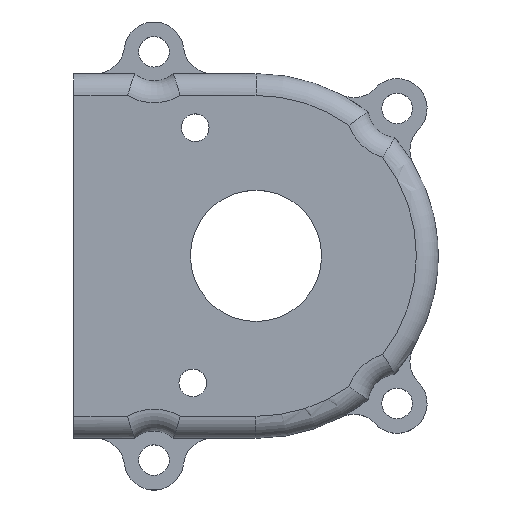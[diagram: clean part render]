
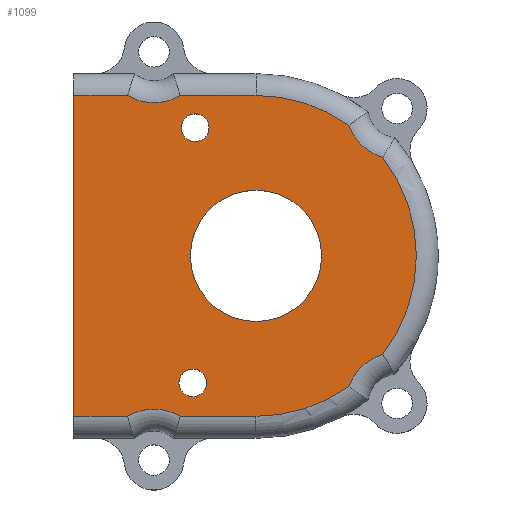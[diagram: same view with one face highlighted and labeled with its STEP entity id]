
A CAD part, top view. The second image highlights one B-rep face of the part: STEP entity #1099.
In plain terms, the highlighted planar face has unit normal (0, 0, 1).
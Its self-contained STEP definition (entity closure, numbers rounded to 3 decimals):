
#25=FACE_BOUND('',#146,.T.);
#26=FACE_BOUND('',#147,.T.);
#27=FACE_BOUND('',#148,.T.);
#44=PLANE('',#1211);
#80=FACE_OUTER_BOUND('',#145,.T.);
#145=EDGE_LOOP('',(#826,#827,#828,#829,#830,#831,#832,#833,#834,#835,#836,
#837));
#146=EDGE_LOOP('',(#838));
#147=EDGE_LOOP('',(#839));
#148=EDGE_LOOP('',(#840));
#215=CIRCLE('',#1177,22.);
#220=CIRCLE('',#1184,22.);
#222=CIRCLE('',#1187,22.);
#223=CIRCLE('',#1189,7.);
#226=CIRCLE('',#1193,7.);
#227=CIRCLE('',#1196,7.);
#230=CIRCLE('',#1200,7.);
#235=CIRCLE('',#1212,1.9);
#236=CIRCLE('',#1213,1.9);
#237=CIRCLE('',#1214,9.);
#295=LINE('',#1731,#373);
#298=LINE('',#1757,#376);
#299=LINE('',#1797,#377);
#302=LINE('',#1880,#380);
#319=LINE('',#1941,#397);
#373=VECTOR('',#1343,10.);
#376=VECTOR('',#1352,10.);
#377=VECTOR('',#1363,10.);
#380=VECTOR('',#1394,10.);
#397=VECTOR('',#1443,10.);
#455=VERTEX_POINT('',#1729);
#456=VERTEX_POINT('',#1730);
#461=VERTEX_POINT('',#1754);
#462=VERTEX_POINT('',#1756);
#463=VERTEX_POINT('',#1773);
#464=VERTEX_POINT('',#1774);
#467=VERTEX_POINT('',#1795);
#468=VERTEX_POINT('',#1796);
#472=VERTEX_POINT('',#1819);
#475=VERTEX_POINT('',#1839);
#476=VERTEX_POINT('',#1854);
#478=VERTEX_POINT('',#1879);
#496=VERTEX_POINT('',#1950);
#497=VERTEX_POINT('',#1952);
#498=VERTEX_POINT('',#1954);
#567=EDGE_CURVE('',#455,#456,#295,.T.);
#573=EDGE_CURVE('',#461,#462,#298,.T.);
#575=EDGE_CURVE('',#463,#464,#215,.T.);
#579=EDGE_CURVE('',#467,#468,#299,.T.);
#584=EDGE_CURVE('',#468,#472,#220,.T.);
#588=EDGE_CURVE('',#475,#476,#222,.T.);
#590=EDGE_CURVE('',#472,#475,#223,.T.);
#593=EDGE_CURVE('',#476,#463,#226,.T.);
#595=EDGE_CURVE('',#464,#478,#302,.T.);
#597=EDGE_CURVE('',#462,#467,#227,.T.);
#600=EDGE_CURVE('',#478,#455,#230,.T.);
#621=EDGE_CURVE('',#456,#461,#319,.T.);
#626=EDGE_CURVE('',#496,#496,#235,.T.);
#627=EDGE_CURVE('',#497,#497,#236,.T.);
#628=EDGE_CURVE('',#498,#498,#237,.T.);
#826=ORIENTED_EDGE('',*,*,#567,.F.);
#827=ORIENTED_EDGE('',*,*,#600,.F.);
#828=ORIENTED_EDGE('',*,*,#595,.F.);
#829=ORIENTED_EDGE('',*,*,#575,.F.);
#830=ORIENTED_EDGE('',*,*,#593,.F.);
#831=ORIENTED_EDGE('',*,*,#588,.F.);
#832=ORIENTED_EDGE('',*,*,#590,.F.);
#833=ORIENTED_EDGE('',*,*,#584,.F.);
#834=ORIENTED_EDGE('',*,*,#579,.F.);
#835=ORIENTED_EDGE('',*,*,#597,.F.);
#836=ORIENTED_EDGE('',*,*,#573,.F.);
#837=ORIENTED_EDGE('',*,*,#621,.F.);
#838=ORIENTED_EDGE('',*,*,#626,.T.);
#839=ORIENTED_EDGE('',*,*,#627,.T.);
#840=ORIENTED_EDGE('',*,*,#628,.T.);
#1099=ADVANCED_FACE('',(#80,#25,#26,#27),#44,.F.);
#1177=AXIS2_PLACEMENT_3D('',#1775,#1355,#1356);
#1184=AXIS2_PLACEMENT_3D('',#1820,#1371,#1372);
#1187=AXIS2_PLACEMENT_3D('',#1855,#1377,#1378);
#1189=AXIS2_PLACEMENT_3D('',#1871,#1381,#1382);
#1193=AXIS2_PLACEMENT_3D('',#1875,#1389,#1390);
#1196=AXIS2_PLACEMENT_3D('',#1896,#1397,#1398);
#1200=AXIS2_PLACEMENT_3D('',#1900,#1405,#1406);
#1211=AXIS2_PLACEMENT_3D('',#1949,#1448,#1449);
#1212=AXIS2_PLACEMENT_3D('',#1951,#1450,#1451);
#1213=AXIS2_PLACEMENT_3D('',#1953,#1452,#1453);
#1214=AXIS2_PLACEMENT_3D('',#1955,#1454,#1455);
#1343=DIRECTION('',(-1.,0.,0.));
#1352=DIRECTION('',(1.,0.,0.));
#1355=DIRECTION('center_axis',(0.,0.,
-1.));
#1356=DIRECTION('ref_axis',(0.326,-0.945,0.));
#1363=DIRECTION('',(1.,0.,0.));
#1371=DIRECTION('center_axis',(0.,0.,
-1.));
#1372=DIRECTION('ref_axis',(0.326,0.945,0.));
#1377=DIRECTION('center_axis',(0.,0.,
-1.));
#1378=DIRECTION('ref_axis',(1.,0.,0.));
#1381=DIRECTION('center_axis',(0.,0.,
1.));
#1382=DIRECTION('ref_axis',(-0.692,-0.722,0.));
#1389=DIRECTION('center_axis',(0.,0.,
1.));
#1390=DIRECTION('ref_axis',(-0.692,0.722,0.));
#1394=DIRECTION('',(-1.,0.,0.));
#1397=DIRECTION('center_axis',(0.,0.,
1.));
#1398=DIRECTION('ref_axis',(0.,-1.,0.));
#1405=DIRECTION('center_axis',(0.,0.,
1.));
#1406=DIRECTION('ref_axis',(0.,1.,0.));
#1443=DIRECTION('',(0.,1.,0.));
#1448=DIRECTION('center_axis',(0.,0.,
-1.));
#1449=DIRECTION('ref_axis',(-1.,0.,0.));
#1450=DIRECTION('center_axis',(0.,0.,
-1.));
#1451=DIRECTION('ref_axis',(1.,0.,0.));
#1452=DIRECTION('center_axis',(0.,0.,
-1.));
#1453=DIRECTION('ref_axis',(1.,0.,0.));
#1454=DIRECTION('center_axis',(0.,0.,
-1.));
#1455=DIRECTION('ref_axis',(-1.,0.,0.));
#1729=CARTESIAN_POINT('',(-17.606,-22.,2.));
#1730=CARTESIAN_POINT('',(-25.,-22.,2.));
#1731=CARTESIAN_POINT('',(-3.032,-22.,2.));
#1754=CARTESIAN_POINT('',(-25.,22.,2.));
#1756=CARTESIAN_POINT('',(-17.606,22.,2.));
#1757=CARTESIAN_POINT('',(-15.532,22.,2.));
#1773=CARTESIAN_POINT('',(12.753,-17.927,2.));
#1774=CARTESIAN_POINT('',(0.,-22.,2.));
#1775=CARTESIAN_POINT('Origin',(0.,0.,
2.));
#1795=CARTESIAN_POINT('',(-10.394,22.,2.));
#1796=CARTESIAN_POINT('',(0.,22.,2.));
#1797=CARTESIAN_POINT('',(-15.532,22.,2.));
#1819=CARTESIAN_POINT('',(12.753,17.927,2.));
#1820=CARTESIAN_POINT('Origin',(0.,0.,
2.));
#1839=CARTESIAN_POINT('',(17.357,13.518,2.));
#1854=CARTESIAN_POINT('',(17.357,-13.518,2.));
#1855=CARTESIAN_POINT('Origin',(0.,0.,
2.));
#1871=CARTESIAN_POINT('Origin',(19.365,20.224,2.));
#1875=CARTESIAN_POINT('Origin',(19.365,-20.224,2.));
#1879=CARTESIAN_POINT('',(-10.394,-22.,2.));
#1880=CARTESIAN_POINT('',(-3.032,-22.,2.));
#1896=CARTESIAN_POINT('Origin',(-14.,28.,2.));
#1900=CARTESIAN_POINT('Origin',(-14.,-28.,2.));
#1941=CARTESIAN_POINT('',(-25.,12.5,2.));
#1949=CARTESIAN_POINT('Origin',(-6.064,0.079,2.));
#1950=CARTESIAN_POINT('',(-10.563,-17.42,2.));
#1951=CARTESIAN_POINT('Origin',(-8.663,-17.42,2.));
#1952=CARTESIAN_POINT('',(-6.437,17.578,2.));
#1953=CARTESIAN_POINT('Origin',(-8.337,17.578,2.));
#1954=CARTESIAN_POINT('',(9.,0.,2.));
#1955=CARTESIAN_POINT('Origin',(0.,0.,
2.));
